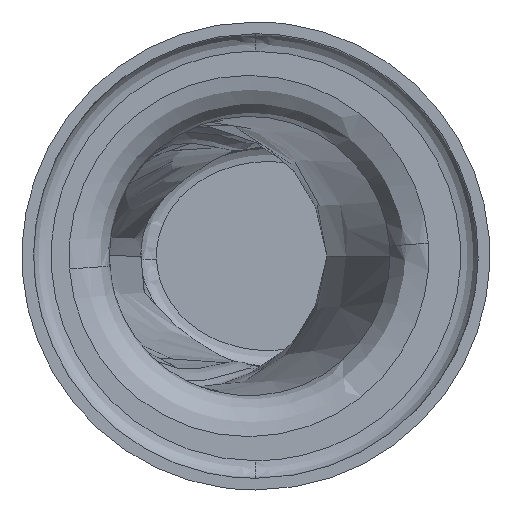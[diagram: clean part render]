
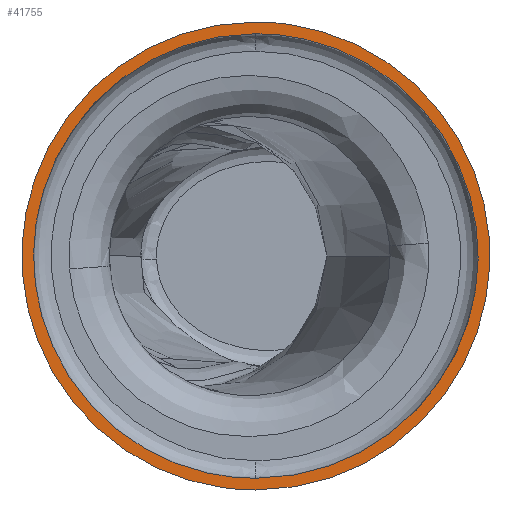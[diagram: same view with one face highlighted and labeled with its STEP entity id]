
A CAD part, left-side view. The second image highlights one B-rep face of the part: STEP entity #41755.
In plain terms, the highlighted free-form (B-spline) face has degree [1, 1] with [2, 2] control points.
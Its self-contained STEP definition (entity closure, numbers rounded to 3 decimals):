
#30679 = VERTEX_POINT('',#30680);
#30680 = CARTESIAN_POINT('',(-323.766,0.,-51.263));
#30687 = VERTEX_POINT('',#30688);
#30688 = CARTESIAN_POINT('',(-323.766,0.,
    51.263));
#30693 = EDGE_CURVE('',#30679,#30687,#30694,.T.);
#30694 = ( BOUNDED_CURVE() B_SPLINE_CURVE(2,(#30695,#30696,#30697,#30698
,#30699),.UNSPECIFIED.,.F.,.F.) B_SPLINE_CURVE_WITH_KNOTS((3,2,3),(
    3.142,4.712,6.283),
.PIECEWISE_BEZIER_KNOTS.) CURVE() GEOMETRIC_REPRESENTATION_ITEM() 
RATIONAL_B_SPLINE_CURVE((1.,0.707,1.,0.707,1.)) 
REPRESENTATION_ITEM('') );
#30695 = CARTESIAN_POINT('',(-323.766,0.,
    -51.263));
#30696 = CARTESIAN_POINT('',(-323.766,-51.263,
    -51.263));
#30697 = CARTESIAN_POINT('',(-323.766,-51.263,
    0.));
#30698 = CARTESIAN_POINT('',(-323.766,-51.263,
    51.263));
#30699 = CARTESIAN_POINT('',(-323.766,0.,
    51.263));
#34624 = EDGE_CURVE('',#34625,#34627,#34629,.T.);
#34625 = VERTEX_POINT('',#34626);
#34626 = CARTESIAN_POINT('',(-323.766,0.,
    53.961));
#34627 = VERTEX_POINT('',#34628);
#34628 = CARTESIAN_POINT('',(-323.766,0.,-53.961));
#34629 = ( BOUNDED_CURVE() B_SPLINE_CURVE(2,(#34630,#34631,#34632,#34633
,#34634),.UNSPECIFIED.,.F.,.F.) B_SPLINE_CURVE_WITH_KNOTS((3,2,3),(0.,
1.571,3.142),.PIECEWISE_BEZIER_KNOTS.) CURVE() 
GEOMETRIC_REPRESENTATION_ITEM() RATIONAL_B_SPLINE_CURVE((1.,
0.707,1.,0.707,1.)) REPRESENTATION_ITEM('') );
#34630 = CARTESIAN_POINT('',(-323.766,0.,53.961));
#34631 = CARTESIAN_POINT('',(-323.766,53.961,
    53.961));
#34632 = CARTESIAN_POINT('',(-323.766,53.961,
    0.));
#34633 = CARTESIAN_POINT('',(-323.766,53.961,
    -53.961));
#34634 = CARTESIAN_POINT('',(-323.766,0.,
    -53.961));
#41728 = EDGE_CURVE('',#34627,#34625,#41729,.T.);
#41729 = ( BOUNDED_CURVE() B_SPLINE_CURVE(2,(#41730,#41731,#41732,#41733
,#41734),.UNSPECIFIED.,.F.,.F.) B_SPLINE_CURVE_WITH_KNOTS((3,2,3),(
    3.142,4.712,6.283),
.PIECEWISE_BEZIER_KNOTS.) CURVE() GEOMETRIC_REPRESENTATION_ITEM() 
RATIONAL_B_SPLINE_CURVE((1.,0.707,1.,0.707,1.)) 
REPRESENTATION_ITEM('') );
#41730 = CARTESIAN_POINT('',(-323.766,0.,
    -53.961));
#41731 = CARTESIAN_POINT('',(-323.766,-53.961,
    -53.961));
#41732 = CARTESIAN_POINT('',(-323.766,-53.961,
    0.));
#41733 = CARTESIAN_POINT('',(-323.766,-53.961,
    53.961));
#41734 = CARTESIAN_POINT('',(-323.766,0.,
    53.961));
#41755 = ADVANCED_FACE('',(#41756,#41767),#41771,.T.);
#41756 = FACE_BOUND('',#41757,.T.);
#41757 = EDGE_LOOP('',(#41758,#41759));
#41758 = ORIENTED_EDGE('',*,*,#30693,.F.);
#41759 = ORIENTED_EDGE('',*,*,#41760,.F.);
#41760 = EDGE_CURVE('',#30687,#30679,#41761,.T.);
#41761 = ( BOUNDED_CURVE() B_SPLINE_CURVE(2,(#41762,#41763,#41764,#41765
,#41766),.UNSPECIFIED.,.F.,.F.) B_SPLINE_CURVE_WITH_KNOTS((3,2,3),(0.,
1.571,3.142),.PIECEWISE_BEZIER_KNOTS.) CURVE() 
GEOMETRIC_REPRESENTATION_ITEM() RATIONAL_B_SPLINE_CURVE((1.,
0.707,1.,0.707,1.)) REPRESENTATION_ITEM('') );
#41762 = CARTESIAN_POINT('',(-323.766,0.,51.263));
#41763 = CARTESIAN_POINT('',(-323.766,51.263,
    51.263));
#41764 = CARTESIAN_POINT('',(-323.766,51.263,
    0.));
#41765 = CARTESIAN_POINT('',(-323.766,51.263,
    -51.263));
#41766 = CARTESIAN_POINT('',(-323.766,0.,
    -51.263));
#41767 = FACE_BOUND('',#41768,.T.);
#41768 = EDGE_LOOP('',(#41769,#41770));
#41769 = ORIENTED_EDGE('',*,*,#41728,.T.);
#41770 = ORIENTED_EDGE('',*,*,#34624,.T.);
#41771 = B_SPLINE_SURFACE_WITH_KNOTS('',1,1,(
    (#41772,#41773)
    ,(#41774,#41775
    )),.UNSPECIFIED.,.F.,.F.,.F.,(2,2),(2,2),(-40.,40.),(-40.,40.),
  .PIECEWISE_BEZIER_KNOTS.);
#41772 = CARTESIAN_POINT('',(-323.766,-53.961,
    -53.961));
#41773 = CARTESIAN_POINT('',(-323.766,53.961,
    -53.961));
#41774 = CARTESIAN_POINT('',(-323.766,-53.961,
    53.961));
#41775 = CARTESIAN_POINT('',(-323.766,53.961,
    53.961));
